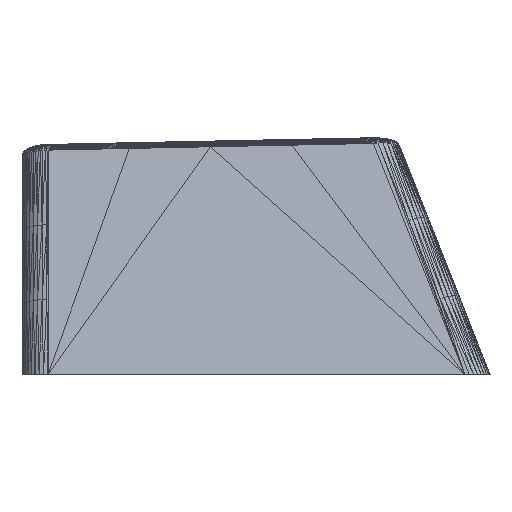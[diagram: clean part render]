
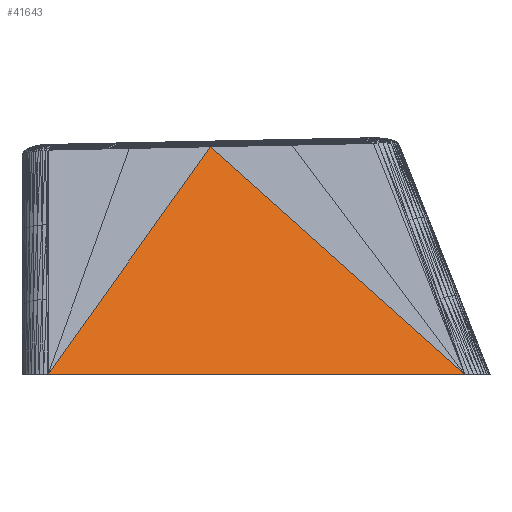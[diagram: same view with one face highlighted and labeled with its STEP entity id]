
A CAD part, left-side view. The second image highlights one B-rep face of the part: STEP entity #41643.
In plain terms, the highlighted planar face has unit normal (-0.964, 0, 0.267).
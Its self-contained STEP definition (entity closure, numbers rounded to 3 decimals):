
#1535=FACE_OUTER_BOUND('',#5181,.T.);
#5181=EDGE_LOOP('',(#30099,#30100,#30101));
#7340=LINE('',#60264,#12809);
#9631=LINE('',#64842,#15100);
#9632=LINE('',#64844,#15101);
#12809=VECTOR('',#47496,10.);
#15100=VECTOR('',#52795,10.);
#15101=VECTOR('',#52798,10.);
#18264=VERTEX_POINT('',#60260);
#18266=VERTEX_POINT('',#60263);
#19015=VERTEX_POINT('',#64491);
#20103=EDGE_CURVE('',#18266,#18264,#7340,.T.);
#22394=EDGE_CURVE('',#18266,#19015,#9631,.T.);
#22395=EDGE_CURVE('',#18264,#19015,#9632,.T.);
#30099=ORIENTED_EDGE('',*,*,#22395,.T.);
#30100=ORIENTED_EDGE('',*,*,#22394,.F.);
#30101=ORIENTED_EDGE('',*,*,#20103,.T.);
#37997=PLANE('',#45303);
#41643=ADVANCED_FACE('',(#1535),#37997,.T.);
#45303=AXIS2_PLACEMENT_3D('',#64843,#52796,#52797);
#47496=DIRECTION('',(0.,-1.,0.));
#52795=DIRECTION('',(0.22,-0.568,0.793));
#52796=DIRECTION('center_axis',(-0.964,0.,0.267));
#52797=DIRECTION('ref_axis',(0.267,0.,0.964));
#52798=DIRECTION('',(0.182,0.733,0.656));
#60260=CARTESIAN_POINT('',(-9.,-3.483,-4.547));
#60263=CARTESIAN_POINT('',(-9.,12.547,-4.547));
#60264=CARTESIAN_POINT('',(-9.,12.547,-4.547));
#64491=CARTESIAN_POINT('',(-6.575,6.29,4.201));
#64842=CARTESIAN_POINT('',(-9.,12.547,-4.547));
#64843=CARTESIAN_POINT('Origin',(-9.,12.547,-4.547));
#64844=CARTESIAN_POINT('',(-9.,-3.483,-4.547));
